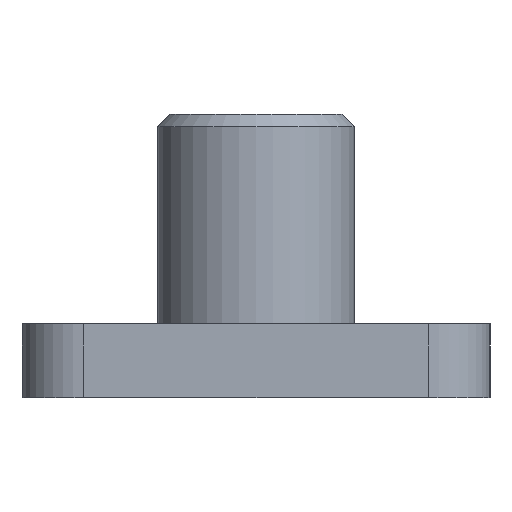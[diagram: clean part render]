
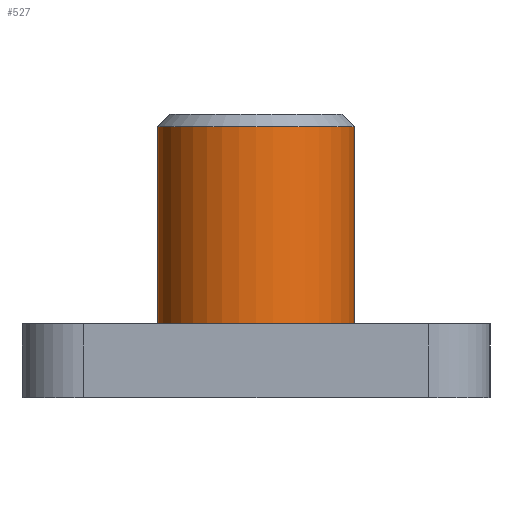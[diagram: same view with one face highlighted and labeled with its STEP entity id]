
A CAD part, left-side view. The second image highlights one B-rep face of the part: STEP entity #527.
In plain terms, the highlighted cylindrical face has radius 4 mm (diameter 8 mm), a full revolution.
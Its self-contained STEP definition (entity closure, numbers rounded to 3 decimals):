
#73=LINE('',#958,#114);
#114=VECTOR('',#794,4.);
#124=CYLINDRICAL_SURFACE('',#642,4.);
#158=FACE_OUTER_BOUND('',#195,.T.);
#195=EDGE_LOOP('',(#454,#455,#456,#457,#458,#459));
#221=CIRCLE('',#640,4.);
#222=CIRCLE('',#641,4.);
#223=CIRCLE('',#643,4.);
#224=CIRCLE('',#644,4.);
#269=VERTEX_POINT('',#951);
#270=VERTEX_POINT('',#953);
#271=VERTEX_POINT('',#957);
#272=VERTEX_POINT('',#959);
#334=EDGE_CURVE('',#269,#270,#221,.T.);
#335=EDGE_CURVE('',#270,#269,#222,.T.);
#336=EDGE_CURVE('',#270,#271,#73,.T.);
#337=EDGE_CURVE('',#271,#272,#223,.T.);
#338=EDGE_CURVE('',#272,#271,#224,.T.);
#454=ORIENTED_EDGE('',*,*,#334,.F.);
#455=ORIENTED_EDGE('',*,*,#335,.F.);
#456=ORIENTED_EDGE('',*,*,#336,.T.);
#457=ORIENTED_EDGE('',*,*,#337,.T.);
#458=ORIENTED_EDGE('',*,*,#338,.T.);
#459=ORIENTED_EDGE('',*,*,#336,.F.);
#527=ADVANCED_FACE('',(#158),#124,.T.);
#640=AXIS2_PLACEMENT_3D('',#954,#788,#789);
#641=AXIS2_PLACEMENT_3D('',#955,#790,#791);
#642=AXIS2_PLACEMENT_3D('',#956,#792,#793);
#643=AXIS2_PLACEMENT_3D('',#960,#795,#796);
#644=AXIS2_PLACEMENT_3D('',#961,#797,#798);
#788=DIRECTION('center_axis',(1.,0.,0.));
#789=DIRECTION('ref_axis',(0.,-1.,0.));
#790=DIRECTION('center_axis',(1.,0.,0.));
#791=DIRECTION('ref_axis',(0.,-1.,0.));
#792=DIRECTION('center_axis',(1.,0.,0.));
#793=DIRECTION('ref_axis',(0.,1.,0.));
#794=DIRECTION('',(-1.,0.,0.));
#795=DIRECTION('center_axis',(1.,0.,0.));
#796=DIRECTION('ref_axis',(0.,1.,0.));
#797=DIRECTION('center_axis',(1.,0.,0.));
#798=DIRECTION('ref_axis',(0.,1.,0.));
#951=CARTESIAN_POINT('',(5.25,4.,0.));
#953=CARTESIAN_POINT('',(5.25,-4.,0.));
#954=CARTESIAN_POINT('Origin',(5.25,0.,0.));
#955=CARTESIAN_POINT('Origin',(5.25,0.,0.));
#956=CARTESIAN_POINT('Origin',(0.95,0.,0.));
#957=CARTESIAN_POINT('',(-3.85,-4.,0.));
#958=CARTESIAN_POINT('',(0.95,-4.,0.));
#959=CARTESIAN_POINT('',(-3.85,0.,4.));
#960=CARTESIAN_POINT('Origin',(-3.85,0.,0.));
#961=CARTESIAN_POINT('Origin',(-3.85,0.,0.));
